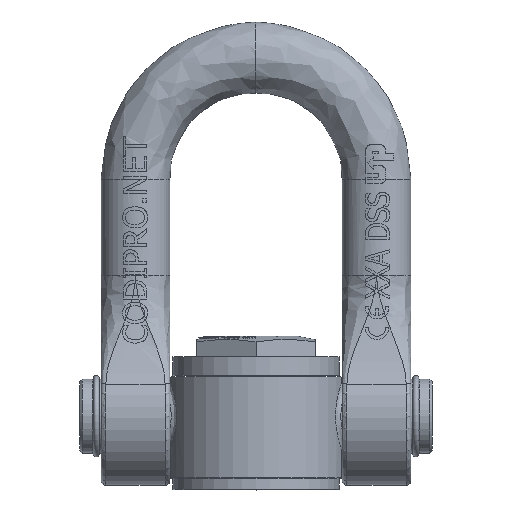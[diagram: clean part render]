
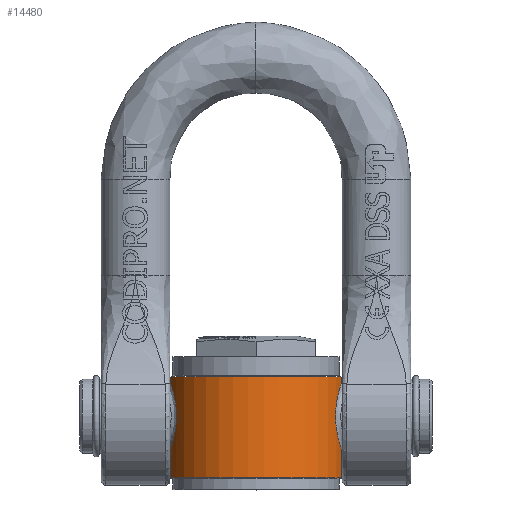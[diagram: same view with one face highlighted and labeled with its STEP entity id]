
A CAD part, top view. The second image highlights one B-rep face of the part: STEP entity #14480.
In plain terms, the highlighted cylindrical face has radius 37.5 mm (diameter 75 mm), a partial arc.
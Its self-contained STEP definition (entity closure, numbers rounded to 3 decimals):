
#741=ELLIPSE('',#15501,17.07,15.009);
#742=ELLIPSE('',#15502,17.07,15.009);
#745=ELLIPSE('',#15505,17.07,15.009);
#746=ELLIPSE('',#15506,17.07,15.009);
#1450=FACE_OUTER_BOUND('',#2335,.T.);
#2335=EDGE_LOOP('',(#11632,#11633,#11634,#11635,#11636,#11637,#11638,#11639,
#11640,#11641,#11642,#11643,#11644,#11645,#11646,#11647));
#3207=B_SPLINE_CURVE_WITH_KNOTS('',3,(#26089,#26090,#26091,#26092,#26093,
#26094,#26095,#26096),.UNSPECIFIED.,.F.,.F.,(4,2,2,4),(1.872,
1.928,1.992,1.994),.UNSPECIFIED.);
#3212=B_SPLINE_CURVE_WITH_KNOTS('',3,(#26156,#26157,#26158,#26159,#26160,
#26161,#26162,#26163),.UNSPECIFIED.,.F.,.F.,(4,2,2,4),(1.268,
1.288,1.331,1.348),.UNSPECIFIED.);
#3222=B_SPLINE_CURVE_WITH_KNOTS('',3,(#26251,#26252,#26253,#26254,#26255,
#26256),.UNSPECIFIED.,.F.,.F.,(4,2,4),(1.948,2.012,
2.057),.UNSPECIFIED.);
#3223=B_SPLINE_CURVE_WITH_KNOTS('',3,(#26266,#26267,#26268,#26269,#26270,
#26271,#26272,#26273),.UNSPECIFIED.,.F.,.F.,(4,2,2,4),(1.268,
1.288,1.331,1.348),.UNSPECIFIED.);
#3233=B_SPLINE_CURVE_WITH_KNOTS('',3,(#26413,#26414,#26415,#26416,#26417,
#26418,#26419,#26420,#26421),.UNSPECIFIED.,.F.,.F.,(4,1,1,1,1,1,4),(-13.112,
-12.433,-12.192,-11.709,-11.226,
-10.743,-9.823),.UNSPECIFIED.);
#3235=B_SPLINE_CURVE_WITH_KNOTS('',3,(#26529,#26530,#26531,#26532,#26533,
#26534,#26535,#26536,#26537),.UNSPECIFIED.,.F.,.F.,(4,1,1,1,1,1,4),(-13.112,
-12.433,-12.192,-11.709,-11.226,
-10.743,-9.823),.UNSPECIFIED.);
#3736=CIRCLE('',#15515,37.5);
#3740=CIRCLE('',#15521,37.5);
#4567=LINE('',#26262,#5333);
#4571=LINE('',#26622,#5337);
#4573=LINE('',#26626,#5339);
#4574=LINE('',#26628,#5340);
#5333=VECTOR('',#17680,10.);
#5337=VECTOR('',#17758,10.);
#5339=VECTOR('',#17764,10.);
#5340=VECTOR('',#17767,10.);
#6399=VERTEX_POINT('',#26032);
#6405=VERTEX_POINT('',#26087);
#6413=VERTEX_POINT('',#26142);
#6414=VERTEX_POINT('',#26155);
#6423=VERTEX_POINT('',#26214);
#6426=VERTEX_POINT('',#26249);
#6428=VERTEX_POINT('',#26260);
#6429=VERTEX_POINT('',#26264);
#6430=VERTEX_POINT('',#26265);
#6444=VERTEX_POINT('',#26410);
#6445=VERTEX_POINT('',#26412);
#6448=VERTEX_POINT('',#26526);
#6449=VERTEX_POINT('',#26528);
#6455=VERTEX_POINT('',#26606);
#6456=VERTEX_POINT('',#26608);
#6459=VERTEX_POINT('',#26618);
#8251=EDGE_CURVE('',#6405,#6399,#3207,.T.);
#8260=EDGE_CURVE('',#6414,#6413,#3212,.F.);
#8276=EDGE_CURVE('',#6426,#6423,#3222,.T.);
#8279=EDGE_CURVE('',#6426,#6428,#4567,.T.);
#8280=EDGE_CURVE('',#6429,#6430,#3223,.F.);
#8297=EDGE_CURVE('',#6423,#6444,#741,.F.);
#8298=EDGE_CURVE('',#6444,#6445,#3233,.T.);
#8299=EDGE_CURVE('',#6413,#6445,#742,.T.);
#8303=EDGE_CURVE('',#6399,#6448,#745,.F.);
#8304=EDGE_CURVE('',#6448,#6449,#3235,.T.);
#8305=EDGE_CURVE('',#6430,#6449,#746,.T.);
#8313=EDGE_CURVE('',#6455,#6456,#3736,.T.);
#8319=EDGE_CURVE('',#6459,#6428,#3740,.T.);
#8320=EDGE_CURVE('',#6455,#6414,#4571,.T.);
#8322=EDGE_CURVE('',#6459,#6429,#4573,.T.);
#8323=EDGE_CURVE('',#6405,#6456,#4574,.T.);
#11632=ORIENTED_EDGE('',*,*,#8298,.F.);
#11633=ORIENTED_EDGE('',*,*,#8297,.F.);
#11634=ORIENTED_EDGE('',*,*,#8276,.F.);
#11635=ORIENTED_EDGE('',*,*,#8279,.T.);
#11636=ORIENTED_EDGE('',*,*,#8319,.F.);
#11637=ORIENTED_EDGE('',*,*,#8322,.T.);
#11638=ORIENTED_EDGE('',*,*,#8280,.T.);
#11639=ORIENTED_EDGE('',*,*,#8305,.T.);
#11640=ORIENTED_EDGE('',*,*,#8304,.F.);
#11641=ORIENTED_EDGE('',*,*,#8303,.F.);
#11642=ORIENTED_EDGE('',*,*,#8251,.F.);
#11643=ORIENTED_EDGE('',*,*,#8323,.T.);
#11644=ORIENTED_EDGE('',*,*,#8313,.F.);
#11645=ORIENTED_EDGE('',*,*,#8320,.T.);
#11646=ORIENTED_EDGE('',*,*,#8260,.T.);
#11647=ORIENTED_EDGE('',*,*,#8299,.T.);
#13995=CYLINDRICAL_SURFACE('',#15526,37.5);
#14480=ADVANCED_FACE('',(#1450),#13995,.T.);
#15501=AXIS2_PLACEMENT_3D('',#26411,#17711,#17712);
#15502=AXIS2_PLACEMENT_3D('',#26422,#17713,#17714);
#15505=AXIS2_PLACEMENT_3D('',#26527,#17719,#17720);
#15506=AXIS2_PLACEMENT_3D('',#26538,#17721,#17722);
#15515=AXIS2_PLACEMENT_3D('',#26609,#17740,#17741);
#15521=AXIS2_PLACEMENT_3D('',#26620,#17754,#17755);
#15526=AXIS2_PLACEMENT_3D('',#26629,#17768,#17769);
#17680=DIRECTION('',(0.,0.,-1.));
#17711=DIRECTION('center_axis',(0.093,-0.97,-0.224));
#17712=DIRECTION('ref_axis',(0.374,0.243,-0.895));
#17713=DIRECTION('center_axis',(0.093,-0.97,0.224));
#17714=DIRECTION('ref_axis',(-0.374,-0.243,-0.895));
#17719=DIRECTION('center_axis',(0.093,0.97,0.224));
#17720=DIRECTION('ref_axis',(0.374,-0.243,0.895));
#17721=DIRECTION('center_axis',(0.093,0.97,-0.224));
#17722=DIRECTION('ref_axis',(-0.374,0.243,0.895));
#17740=DIRECTION('center_axis',(0.,0.,1.));
#17741=DIRECTION('ref_axis',(-1.,0.,0.));
#17754=DIRECTION('center_axis',(0.,0.,-1.));
#17755=DIRECTION('ref_axis',(-1.,0.,0.));
#17758=DIRECTION('',(0.,0.,-1.));
#17764=DIRECTION('',(0.,0.,1.));
#17767=DIRECTION('',(0.,0.,1.));
#17768=DIRECTION('center_axis',(0.,0.,1.));
#17769=DIRECTION('ref_axis',(-1.,0.,0.));
#26032=CARTESIAN_POINT('',(-10.379,-36.035,40.193));
#26087=CARTESIAN_POINT('',(-10.5,-36.,40.62));
#26089=CARTESIAN_POINT('Ctrl Pts',(-10.5,-36.,40.62));
#26090=CARTESIAN_POINT('Ctrl Pts',(-10.5,-36.,40.549));
#26091=CARTESIAN_POINT('Ctrl Pts',(-10.493,-36.002,
40.479));
#26092=CARTESIAN_POINT('Ctrl Pts',(-10.458,-36.012,
40.333));
#26093=CARTESIAN_POINT('Ctrl Pts',(-10.428,-36.021,40.261));
#26094=CARTESIAN_POINT('Ctrl Pts',(-10.381,-36.034,
40.195));
#26095=CARTESIAN_POINT('Ctrl Pts',(-10.38,-36.035,
40.194));
#26096=CARTESIAN_POINT('Ctrl Pts',(-10.379,-36.035,
40.193));
#26142=CARTESIAN_POINT('',(-10.379,36.035,40.193));
#26155=CARTESIAN_POINT('',(-10.5,36.,40.62));
#26156=CARTESIAN_POINT('Ctrl Pts',(-10.379,36.035,40.193));
#26157=CARTESIAN_POINT('Ctrl Pts',(-10.401,36.029,40.223));
#26158=CARTESIAN_POINT('Ctrl Pts',(-10.42,36.023,40.255));
#26159=CARTESIAN_POINT('Ctrl Pts',(-10.469,36.009,40.363));
#26160=CARTESIAN_POINT('Ctrl Pts',(-10.488,36.004,40.443));
#26161=CARTESIAN_POINT('Ctrl Pts',(-10.499,36.,40.556));
#26162=CARTESIAN_POINT('Ctrl Pts',(-10.5,36.,40.588));
#26163=CARTESIAN_POINT('Ctrl Pts',(-10.5,36.,40.62));
#26214=CARTESIAN_POINT('',(-10.379,36.035,11.807));
#26249=CARTESIAN_POINT('',(-10.5,36.,11.38));
#26251=CARTESIAN_POINT('Ctrl Pts',(-10.5,36.,11.38));
#26252=CARTESIAN_POINT('Ctrl Pts',(-10.5,36.,11.469));
#26253=CARTESIAN_POINT('Ctrl Pts',(-10.489,36.003,11.558));
#26254=CARTESIAN_POINT('Ctrl Pts',(-10.443,36.017,11.702));
#26255=CARTESIAN_POINT('Ctrl Pts',(-10.415,36.025,11.757));
#26256=CARTESIAN_POINT('Ctrl Pts',(-10.379,36.035,11.807));
#26260=CARTESIAN_POINT('',(-10.5,36.,0.));
#26262=CARTESIAN_POINT('',(-10.5,36.,0.));
#26264=CARTESIAN_POINT('',(-10.5,-36.,11.38));
#26265=CARTESIAN_POINT('',(-10.379,-36.035,11.807));
#26266=CARTESIAN_POINT('Ctrl Pts',(-10.379,-36.035,
11.807));
#26267=CARTESIAN_POINT('Ctrl Pts',(-10.401,-36.029,
11.777));
#26268=CARTESIAN_POINT('Ctrl Pts',(-10.42,-36.023,11.745));
#26269=CARTESIAN_POINT('Ctrl Pts',(-10.469,-36.009,
11.637));
#26270=CARTESIAN_POINT('Ctrl Pts',(-10.488,-36.004,
11.557));
#26271=CARTESIAN_POINT('Ctrl Pts',(-10.499,-36.,
11.444));
#26272=CARTESIAN_POINT('Ctrl Pts',(-10.5,-36.,11.412));
#26273=CARTESIAN_POINT('Ctrl Pts',(-10.5,-36.,11.38));
#26410=CARTESIAN_POINT('',(-10.5,36.,11.909));
#26411=CARTESIAN_POINT('Origin',(-1.565,33.962,24.447));
#26412=CARTESIAN_POINT('',(-10.5,36.,40.091));
#26413=CARTESIAN_POINT('Ctrl Pts',(-10.5,36.,11.909));
#26414=CARTESIAN_POINT('Ctrl Pts',(-12.119,35.527,13.282));
#26415=CARTESIAN_POINT('Ctrl Pts',(-13.982,34.822,15.566));
#26416=CARTESIAN_POINT('Ctrl Pts',(-15.92,33.964,19.672));
#26417=CARTESIAN_POINT('Ctrl Pts',(-16.924,33.465,23.558));
#26418=CARTESIAN_POINT('Ctrl Pts',(-16.925,33.463,28.443));
#26419=CARTESIAN_POINT('Ctrl Pts',(-15.354,34.246,34.515));
#26420=CARTESIAN_POINT('Ctrl Pts',(-12.695,35.359,38.229));
#26421=CARTESIAN_POINT('Ctrl Pts',(-10.5,36.,40.091));
#26422=CARTESIAN_POINT('Origin',(-1.564,33.962,27.553));
#26526=CARTESIAN_POINT('',(-10.5,-36.,40.091));
#26527=CARTESIAN_POINT('Origin',(-1.565,-33.962,27.553));
#26528=CARTESIAN_POINT('',(-10.5,-36.,11.909));
#26529=CARTESIAN_POINT('Ctrl Pts',(-10.5,-36.,
40.091));
#26530=CARTESIAN_POINT('Ctrl Pts',(-12.119,-35.527,
38.718));
#26531=CARTESIAN_POINT('Ctrl Pts',(-13.982,-34.822,
36.434));
#26532=CARTESIAN_POINT('Ctrl Pts',(-15.92,-33.964,
32.328));
#26533=CARTESIAN_POINT('Ctrl Pts',(-16.924,-33.465,
28.442));
#26534=CARTESIAN_POINT('Ctrl Pts',(-16.925,-33.463,23.557));
#26535=CARTESIAN_POINT('Ctrl Pts',(-15.354,-34.246,
17.485));
#26536=CARTESIAN_POINT('Ctrl Pts',(-12.695,-35.359,
13.771));
#26537=CARTESIAN_POINT('Ctrl Pts',(-10.5,-36.,
11.909));
#26538=CARTESIAN_POINT('Origin',(-1.565,-33.962,24.447));
#26606=CARTESIAN_POINT('',(-10.5,36.,42.5));
#26608=CARTESIAN_POINT('',(-10.5,-36.,42.5));
#26609=CARTESIAN_POINT('Origin',(0.,0.,42.5));
#26618=CARTESIAN_POINT('',(-10.5,-36.,0.));
#26620=CARTESIAN_POINT('Origin',(0.,0.,0.));
#26622=CARTESIAN_POINT('',(-10.5,36.,0.));
#26626=CARTESIAN_POINT('',(-10.5,-36.,0.));
#26628=CARTESIAN_POINT('',(-10.5,-36.,0.));
#26629=CARTESIAN_POINT('Origin',(0.,0.,0.));
